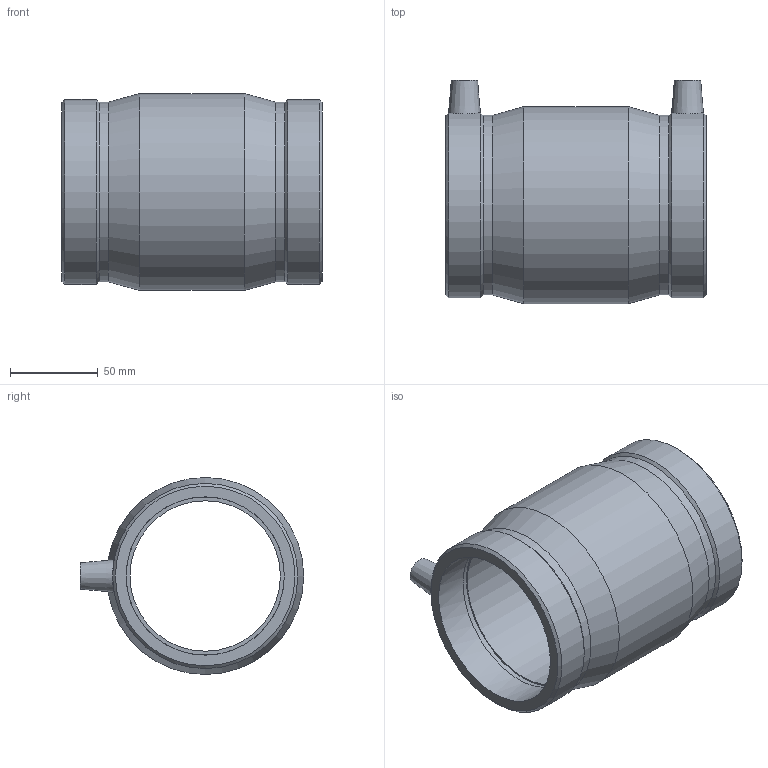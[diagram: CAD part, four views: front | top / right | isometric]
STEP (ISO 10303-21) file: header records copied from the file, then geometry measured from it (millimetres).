
FILE_DESCRIPTION(/* description */ ('PLASSON COUPLER 90-90'),/* implementation_level */ '2;1');
FILE_NAME(/* name */ '490104090.ipt.stp',/* time_stamp */ '2017-11-06T09:10:51+02:00',/* author */ ('KIM'),/* organization */ (''),/* preprocessor_version */ 'ST-DEVELOPER v15.6',/* originating_system */ 'Autodesk Inventor 2015',/* authorisation */ '');
FILE_SCHEMA (('AUTOMOTIVE_DESIGN { 1 0 10303 214 3 1 1 }'));
Length unit declared in the file: millimetre
Products named in the file (1): 490104090
Bounding box: 148 x 127 x 112 mm (x, y, z)
Volume: 425189.4 mm3; surface area: 101725.4 mm2
Topology: 1 solids, 1 shells, 38 faces, 78 edges, 50 vertices
Faces by surface type: cylinder 14, plane 12, cone 12
Full cylindrical faces by diameter (mm): 4 x2, 10 x2, 85.5 x1, 90 x4, 102.122 x2, 112 x1
Entity records: 930 total; most frequent: CARTESIAN_POINT 243, DIRECTION 146, ORIENTED_EDGE 92, AXIS2_PLACEMENT_3D 73, EDGE_LOOP 70, EDGE_CURVE 46, VERTEX_POINT 40, FACE_OUTER_BOUND 38
